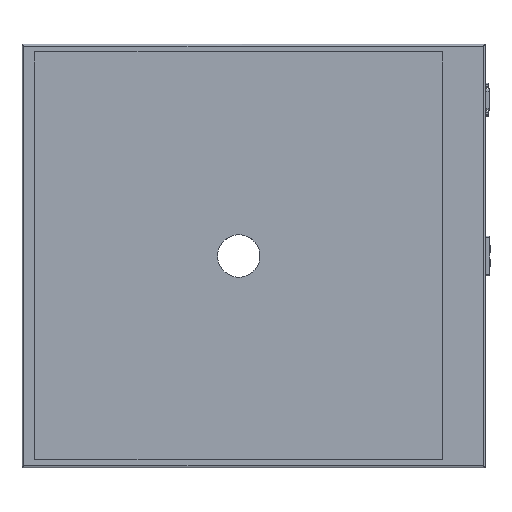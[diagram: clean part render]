
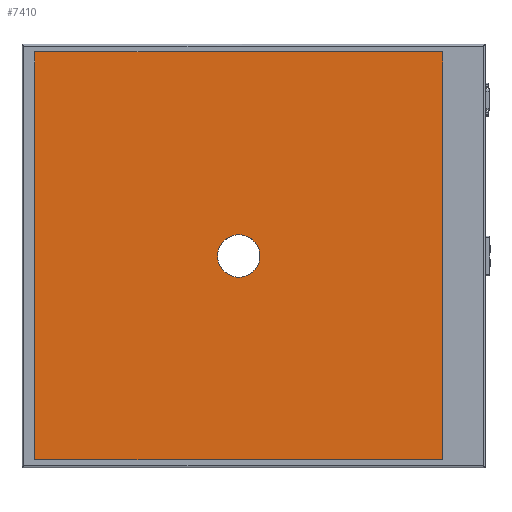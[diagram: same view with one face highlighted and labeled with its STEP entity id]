
A CAD part, top view. The second image highlights one B-rep face of the part: STEP entity #7410.
In plain terms, the highlighted planar face has unit normal (0, 0, 1).
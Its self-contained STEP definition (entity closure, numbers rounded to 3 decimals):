
#3460=CIRCLE('',#7038,25.);
#3681=ORIENTED_EDGE('',*,*,#4831,.F.);
#3682=ORIENTED_EDGE('',*,*,#4836,.F.);
#3683=ORIENTED_EDGE('',*,*,#4835,.F.);
#3684=ORIENTED_EDGE('',*,*,#4833,.F.);
#3685=ORIENTED_EDGE('',*,*,#4837,.F.);
#4227=VECTOR('',#5611,1.);
#4229=VECTOR('',#5615,1.);
#4231=VECTOR('',#5619,1.);
#4232=VECTOR('',#5622,1.);
#4409=LINE('',#6410,#4227);
#4411=LINE('',#6414,#4229);
#4413=LINE('',#6418,#4231);
#4414=LINE('',#6420,#4232);
#4589=VERTEX_POINT('',#6406);
#4590=VERTEX_POINT('',#6408);
#4591=VERTEX_POINT('',#6412);
#4592=VERTEX_POINT('',#6416);
#4593=VERTEX_POINT('',#6422);
#4831=EDGE_CURVE('',#4590,#4589,#4409,.T.);
#4833=EDGE_CURVE('',#4589,#4591,#4411,.T.);
#4835=EDGE_CURVE('',#4591,#4592,#4413,.T.);
#4836=EDGE_CURVE('',#4592,#4590,#4414,.T.);
#4837=EDGE_CURVE('',#4593,#4593,#3460,.T.);
#5106=EDGE_LOOP('',(#3681,#3682,#3683,#3684));
#5107=EDGE_LOOP('',(#3685));
#5316=FACE_BOUND('',#5106,.T.);
#5317=FACE_BOUND('',#5107,.T.);
#5611=DIRECTION('',(-480.,0.,0.));
#5615=DIRECTION('',(0.,480.,0.));
#5619=DIRECTION('',(480.,0.,0.));
#5622=DIRECTION('',(0.,-480.,0.));
#5623=DIRECTION('',(0.,0.,1.));
#5624=DIRECTION('',(0.,-1.,0.));
#5625=DIRECTION('',(0.,0.,1.));
#5626=DIRECTION('',(0.,25.,0.));
#6406=CARTESIAN_POINT('',(50.,9.,35.1));
#6408=CARTESIAN_POINT('',(530.,9.,35.1));
#6410=CARTESIAN_POINT('',(530.,9.,35.1));
#6412=CARTESIAN_POINT('',(50.,489.,35.1));
#6414=CARTESIAN_POINT('',(50.,9.,35.1));
#6416=CARTESIAN_POINT('',(530.,489.,35.1));
#6418=CARTESIAN_POINT('',(50.,489.,35.1));
#6420=CARTESIAN_POINT('',(530.,489.,35.1));
#6421=CARTESIAN_POINT('',(530.,9.,35.1));
#6422=CARTESIAN_POINT('',(290.,274.,35.1));
#6423=CARTESIAN_POINT('',(290.,249.,35.1));
#7037=AXIS2_PLACEMENT_3D('',#6421,#5623,#5624);
#7038=AXIS2_PLACEMENT_3D('',#6423,#5625,#5626);
#7319=PLANE('',#7037);
#7410=ADVANCED_FACE('',(#5316,#5317),#7319,.T.);
